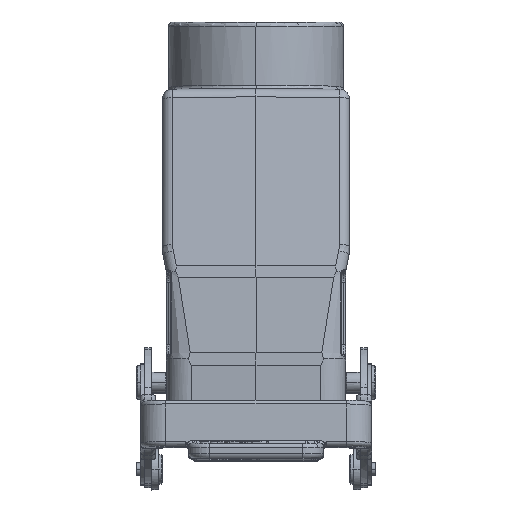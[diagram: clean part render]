
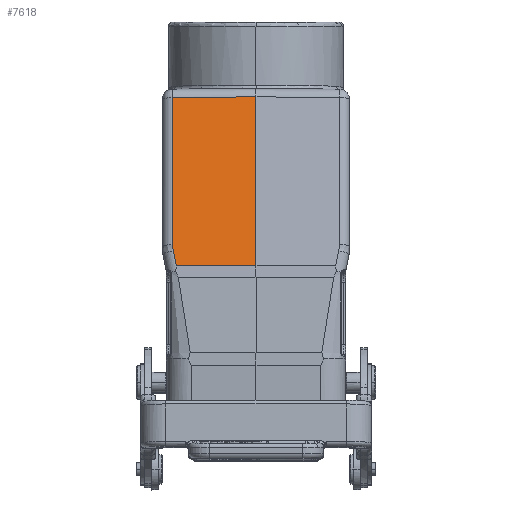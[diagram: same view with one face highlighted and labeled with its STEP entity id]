
A CAD part, top view. The second image highlights one B-rep face of the part: STEP entity #7618.
In plain terms, the highlighted planar face has unit normal (-0.009, 0.19, 0.982).
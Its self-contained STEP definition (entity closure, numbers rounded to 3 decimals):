
#206=(
BOUNDED_CURVE()
B_SPLINE_CURVE(3,(#61164,#61165,#61166,#61167),.UNSPECIFIED.,.F.,.F.)
B_SPLINE_CURVE_WITH_KNOTS((4,4),(0.,1.),.UNSPECIFIED.)
CURVE()
GEOMETRIC_REPRESENTATION_ITEM()
RATIONAL_B_SPLINE_CURVE((1.,1.,1.,
1.))
REPRESENTATION_ITEM('')
);
#3621=LINE('',#60043,#5859);
#3701=LINE('',#61159,#5939);
#3702=LINE('',#61162,#5940);
#3703=LINE('',#61163,#5941);
#5859=VECTOR('',#40387,1.);
#5939=VECTOR('',#40643,1.);
#5940=VECTOR('',#40644,1.);
#5941=VECTOR('',#40645,1.);
#7618=ADVANCED_FACE('NONE',(#10254),#8886,.T.);
#8886=PLANE('',#35234);
#10254=FACE_OUTER_BOUND('',#12277,.T.);
#12277=EDGE_LOOP('',(#20088,#20089,#20090,#20091,#20092,#20093));
#20088=ORIENTED_EDGE('',*,*,#30157,.F.);
#20089=ORIENTED_EDGE('',*,*,#30158,.F.);
#20090=ORIENTED_EDGE('',*,*,#30159,.F.);
#20091=ORIENTED_EDGE('',*,*,#29946,.T.);
#20092=ORIENTED_EDGE('',*,*,#29949,.T.);
#20093=ORIENTED_EDGE('',*,*,#30160,.F.);
#25331=VERTEX_POINT('',#58961);
#25451=VERTEX_POINT('',#60044);
#25452=VERTEX_POINT('',#60054);
#25567=VERTEX_POINT('',#60858);
#25595=VERTEX_POINT('',#61160);
#25596=VERTEX_POINT('',#61161);
#29946=EDGE_CURVE('NONE',#25451,#25331,#3621,.T.);
#29949=EDGE_CURVE('NONE',#25331,#25452,#33088,.T.);
#30157=EDGE_CURVE('NONE',#25595,#25596,#3701,.T.);
#30158=EDGE_CURVE('NONE',#25567,#25595,#3702,.T.);
#30159=EDGE_CURVE('NONE',#25451,#25567,#3703,.T.);
#30160=EDGE_CURVE('NONE',#25596,#25452,#206,.T.);
#33088=B_SPLINE_CURVE_WITH_KNOTS('',3,(#60056,#60057,#60058,#60059),
 .UNSPECIFIED.,.F.,.F.,(4,4),(0.,1.),.UNSPECIFIED.);
#35234=AXIS2_PLACEMENT_3D('',#61168,#40646,#40647);
#40387=DIRECTION('',(-1.,-0.009,-0.007));
#40643=DIRECTION('',(-0.193,0.963,-0.188));
#40644=DIRECTION('',(-1.,0.,-0.009));
#40645=DIRECTION('',(0.,-0.982,0.19));
#40646=DIRECTION('',(-0.009,0.19,0.982));
#40647=DIRECTION('',(0.,-0.982,0.19));
#58961=CARTESIAN_POINT('',(-20.022,19.215,49.747));
#60043=CARTESIAN_POINT('',(0.,19.39,49.891));
#60044=CARTESIAN_POINT('',(0.,19.39,49.891));
#60054=CARTESIAN_POINT('',(-20.022,-16.12,56.573));
#60056=CARTESIAN_POINT('',(-20.022,19.215,49.747));
#60057=CARTESIAN_POINT('',(-20.022,7.437,52.023));
#60058=CARTESIAN_POINT('',(-20.022,-4.342,54.298));
#60059=CARTESIAN_POINT('',(-20.022,-16.12,56.573));
#60858=CARTESIAN_POINT('',(0.,-21.241,57.74));
#61159=CARTESIAN_POINT('',(-18.171,-26.117,58.521));
#61160=CARTESIAN_POINT('',(-19.146,-21.241,57.57));
#61161=CARTESIAN_POINT('',(-19.876,-17.591,56.859));
#61162=CARTESIAN_POINT('',(0.002,-21.241,57.74));
#61163=CARTESIAN_POINT('',(0.,-22.585,58.));
#61164=CARTESIAN_POINT('',(-19.876,-17.591,56.859));
#61165=CARTESIAN_POINT('',(-19.973,-17.107,56.764));
#61166=CARTESIAN_POINT('',(-20.022,-16.614,56.669));
#61167=CARTESIAN_POINT('',(-20.022,-16.12,56.573));
#61168=CARTESIAN_POINT('',(0.,-22.585,58.));
